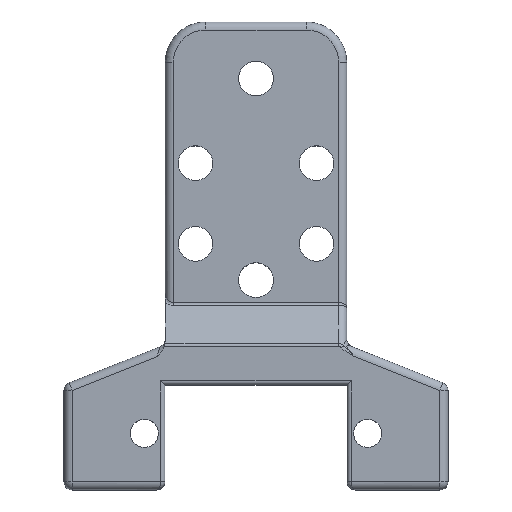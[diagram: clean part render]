
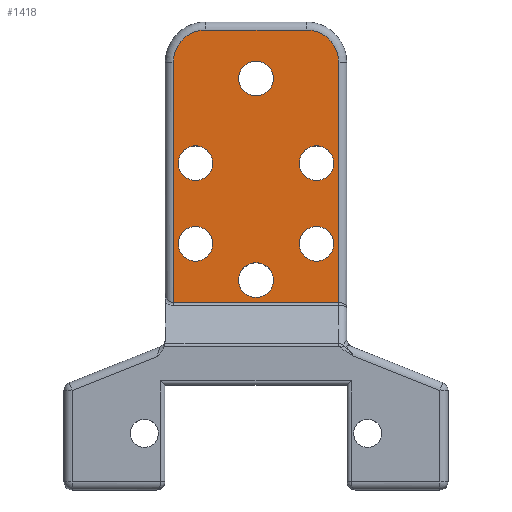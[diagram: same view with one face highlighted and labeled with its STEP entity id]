
A CAD part, top view. The second image highlights one B-rep face of the part: STEP entity #1418.
In plain terms, the highlighted planar face has unit normal (0, 0, 1).
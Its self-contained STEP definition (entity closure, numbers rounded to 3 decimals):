
#43=FACE_BOUND('',#513,.T.);
#44=FACE_BOUND('',#514,.T.);
#45=FACE_BOUND('',#515,.T.);
#46=FACE_BOUND('',#516,.T.);
#47=FACE_BOUND('',#517,.T.);
#48=FACE_BOUND('',#518,.T.);
#72=PLANE('',#1600);
#114=LINE('',#2493,#222);
#162=LINE('',#2674,#270);
#163=LINE('',#2685,#271);
#165=LINE('',#2693,#273);
#222=VECTOR('',#1760,10.);
#270=VECTOR('',#1930,10.);
#271=VECTOR('',#1943,10.);
#273=VECTOR('',#1955,10.);
#415=FACE_OUTER_BOUND('',#512,.T.);
#512=EDGE_LOOP('',(#1315,#1316,#1317,#1318,#1319,#1320));
#513=EDGE_LOOP('',(#1321));
#514=EDGE_LOOP('',(#1322));
#515=EDGE_LOOP('',(#1323));
#516=EDGE_LOOP('',(#1324));
#517=EDGE_LOOP('',(#1325));
#518=EDGE_LOOP('',(#1326));
#590=CIRCLE('',#1563,4.);
#594=CIRCLE('',#1569,4.);
#598=CIRCLE('',#1584,2.15);
#599=CIRCLE('',#1586,2.15);
#600=CIRCLE('',#1588,2.15);
#601=CIRCLE('',#1590,2.15);
#602=CIRCLE('',#1597,2.15);
#603=CIRCLE('',#1599,2.15);
#676=VERTEX_POINT('',#2443);
#678=VERTEX_POINT('',#2491);
#710=VERTEX_POINT('',#2672);
#712=VERTEX_POINT('',#2677);
#714=VERTEX_POINT('',#2683);
#715=VERTEX_POINT('',#2688);
#718=VERTEX_POINT('',#2715);
#719=VERTEX_POINT('',#2719);
#720=VERTEX_POINT('',#2723);
#721=VERTEX_POINT('',#2727);
#722=VERTEX_POINT('',#2738);
#723=VERTEX_POINT('',#2742);
#817=EDGE_CURVE('',#678,#676,#114,.T.);
#891=EDGE_CURVE('',#710,#678,#162,.T.);
#893=EDGE_CURVE('',#712,#710,#590,.T.);
#896=EDGE_CURVE('',#714,#712,#163,.T.);
#899=EDGE_CURVE('',#715,#714,#594,.T.);
#901=EDGE_CURVE('',#676,#715,#165,.T.);
#911=EDGE_CURVE('',#718,#718,#598,.T.);
#913=EDGE_CURVE('',#719,#719,#599,.T.);
#915=EDGE_CURVE('',#720,#720,#600,.T.);
#917=EDGE_CURVE('',#721,#721,#601,.T.);
#921=EDGE_CURVE('',#722,#722,#602,.T.);
#923=EDGE_CURVE('',#723,#723,#603,.T.);
#1315=ORIENTED_EDGE('',*,*,#817,.F.);
#1316=ORIENTED_EDGE('',*,*,#891,.F.);
#1317=ORIENTED_EDGE('',*,*,#893,.F.);
#1318=ORIENTED_EDGE('',*,*,#896,.F.);
#1319=ORIENTED_EDGE('',*,*,#899,.F.);
#1320=ORIENTED_EDGE('',*,*,#901,.F.);
#1321=ORIENTED_EDGE('',*,*,#911,.T.);
#1322=ORIENTED_EDGE('',*,*,#913,.T.);
#1323=ORIENTED_EDGE('',*,*,#915,.T.);
#1324=ORIENTED_EDGE('',*,*,#917,.T.);
#1325=ORIENTED_EDGE('',*,*,#921,.T.);
#1326=ORIENTED_EDGE('',*,*,#923,.T.);
#1418=ADVANCED_FACE('',(#415,#43,#44,#45,#46,#47,#48),#72,.T.);
#1563=AXIS2_PLACEMENT_3D('',#2679,#1935,#1936);
#1569=AXIS2_PLACEMENT_3D('',#2690,#1949,#1950);
#1584=AXIS2_PLACEMENT_3D('',#2716,#1987,#1988);
#1586=AXIS2_PLACEMENT_3D('',#2720,#1992,#1993);
#1588=AXIS2_PLACEMENT_3D('',#2724,#1997,#1998);
#1590=AXIS2_PLACEMENT_3D('',#2728,#2002,#2003);
#1597=AXIS2_PLACEMENT_3D('',#2739,#2019,#2020);
#1599=AXIS2_PLACEMENT_3D('',#2743,#2024,#2025);
#1600=AXIS2_PLACEMENT_3D('',#2745,#2027,#2028);
#1760=DIRECTION('',(-1.,0.,0.));
#1930=DIRECTION('',(0.,-1.,0.));
#1935=DIRECTION('center_axis',(0.,0.,-1.));
#1936=DIRECTION('ref_axis',(0.707,0.707,0.));
#1943=DIRECTION('',(1.,0.,0.));
#1949=DIRECTION('center_axis',(0.,0.,-1.));
#1950=DIRECTION('ref_axis',(-0.707,0.707,0.));
#1955=DIRECTION('',(0.,1.,0.));
#1987=DIRECTION('center_axis',(0.,0.,-1.));
#1988=DIRECTION('ref_axis',(1.,0.,0.));
#1992=DIRECTION('center_axis',(0.,0.,-1.));
#1993=DIRECTION('ref_axis',(1.,0.,0.));
#1997=DIRECTION('center_axis',(0.,0.,-1.));
#1998=DIRECTION('ref_axis',(1.,0.,0.));
#2002=DIRECTION('center_axis',(0.,0.,-1.));
#2003=DIRECTION('ref_axis',(1.,0.,0.));
#2019=DIRECTION('center_axis',(0.,0.,-1.));
#2020=DIRECTION('ref_axis',(1.,0.,0.));
#2024=DIRECTION('center_axis',(0.,0.,-1.));
#2025=DIRECTION('ref_axis',(1.,0.,0.));
#2027=DIRECTION('center_axis',(0.,0.,1.));
#2028=DIRECTION('ref_axis',(1.,0.,0.));
#2443=CARTESIAN_POINT('',(-10.25,-12.293,4.));
#2491=CARTESIAN_POINT('',(10.25,-12.293,4.));
#2493=CARTESIAN_POINT('',(2.812,-12.293,4.));
#2672=CARTESIAN_POINT('',(10.25,17.5,4.));
#2674=CARTESIAN_POINT('',(10.25,-11.25,4.));
#2677=CARTESIAN_POINT('',(6.25,21.5,4.));
#2679=CARTESIAN_POINT('Origin',(6.25,17.5,4.));
#2683=CARTESIAN_POINT('',(-6.25,21.5,4.));
#2685=CARTESIAN_POINT('',(5.625,21.5,4.));
#2688=CARTESIAN_POINT('',(-10.25,17.5,4.));
#2690=CARTESIAN_POINT('Origin',(-6.25,17.5,4.));
#2693=CARTESIAN_POINT('',(-10.25,11.25,4.));
#2715=CARTESIAN_POINT('',(5.35,5.,4.));
#2716=CARTESIAN_POINT('Origin',(7.5,5.,4.));
#2719=CARTESIAN_POINT('',(-9.65,5.,4.));
#2720=CARTESIAN_POINT('Origin',(-7.5,5.,4.));
#2723=CARTESIAN_POINT('',(5.35,-5.,4.));
#2724=CARTESIAN_POINT('Origin',(7.5,-5.,4.));
#2727=CARTESIAN_POINT('',(-9.65,-5.,4.));
#2728=CARTESIAN_POINT('Origin',(-7.5,-5.,4.));
#2738=CARTESIAN_POINT('',(-2.15,15.5,4.));
#2739=CARTESIAN_POINT('Origin',(0.,15.5,4.));
#2742=CARTESIAN_POINT('',(-2.15,-9.5,4.));
#2743=CARTESIAN_POINT('Origin',(0.,-9.5,
4.));
#2745=CARTESIAN_POINT('Origin',(0.,0.,4.));
